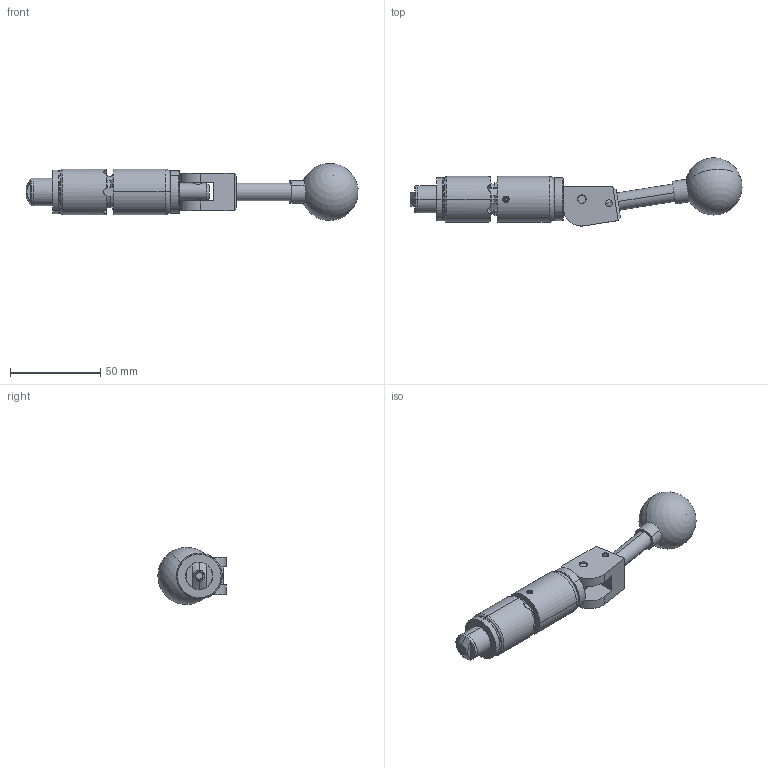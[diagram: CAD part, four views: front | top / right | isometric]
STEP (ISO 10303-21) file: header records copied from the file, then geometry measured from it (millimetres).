
FILE_DESCRIPTION (( 'STEP AP214' ), '1' );
FILE_NAME ('CTSC-003747.STEP', '2025-06-16T11:36:49', ( '' ), ( '' ), 'SwSTEP 2.0', 'SolidWorks 2023', '' );
FILE_SCHEMA (( 'AUTOMOTIVE_DESIGN' ));
Length unit declared in the file: inch
Products named in the file (1): CTSC-003747
Bounding box: 184.16 x 37.85 x 31.66 mm (x, y, z)
Volume: 65781.5 mm3; surface area: 21767.6 mm2
Topology: 9 solids, 9 shells, 276 faces, 677 edges, 430 vertices
Faces by surface type: cylinder 109, plane 107, cone 46, torus 9, bspline 3, sphere 2
Entity records: 12816 total; most frequent: CARTESIAN_POINT 2731, DIRECTION 1379, ORIENTED_EDGE 1340, EDGE_CURVE 670, AXIS2_PLACEMENT_3D 535, VERTEX_POINT 427, EDGE_LOOP 311, LINE 309
